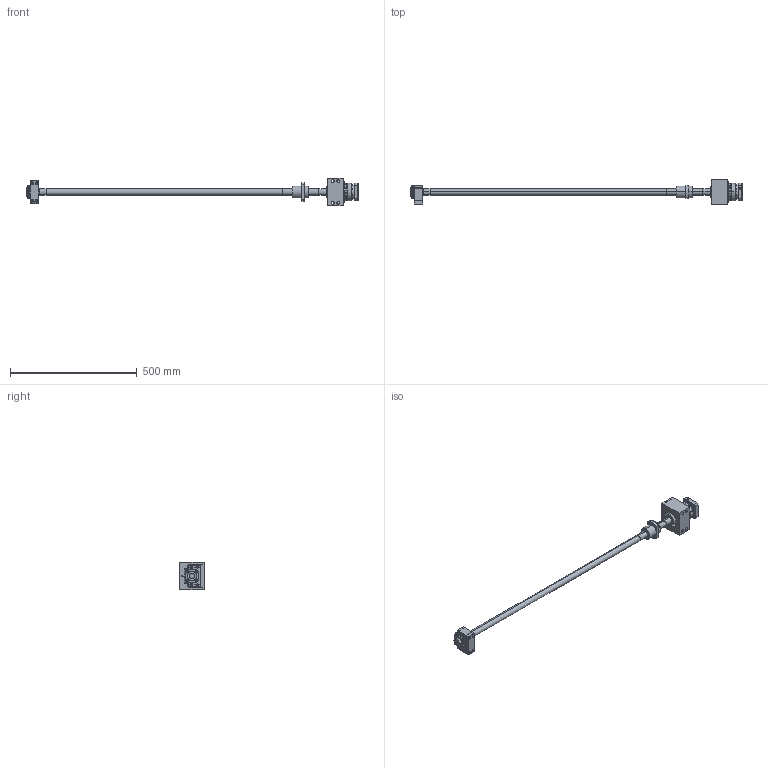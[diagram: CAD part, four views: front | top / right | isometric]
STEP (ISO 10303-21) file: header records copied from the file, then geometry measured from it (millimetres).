
FILE_DESCRIPTION (( 'STEP AP214' ), '1' );
FILE_NAME ('02THSC72525FX-1140-1000.STEP', '2023-05-11T13:32:51', ( '' ), ( '' ), 'SwSTEP 2.0', 'SolidWorks 2021', '' );
FILE_SCHEMA (( 'AUTOMOTIVE_DESIGN' ));
Length unit declared in the file: millimetre
Products named in the file (65): BK20組合_17; BK20組合_20; fann640Fk5nf_2; BK20組合_28; BK20組合_10; BK20組合_36; BK20組合_34; BK20組合_33; BK20組合_14; ad0641-p0403200801; AD064-1_2; BK20組合_5; fann640Fk5nf_3; COVER_SET1-AD-2_ASM; BK20組合_37; BK20組合_13; BK20組合_18; P0403200801; BK20組合_35; BK20組合_16; BK20組合_9; fann640Fk5nf_4; BK20組合_7; P1303200001_2; BK20組合_25; BK20組合_22; SFYA2525-3.6; BK20組合_2; BK20組合_27; FIXEDEND; 233100001; BK20組合_26; 02TH.7825S_1; 02THS.7731-45x18_1; P1303200001; fann640Fk5nf; BK20組合_32; 220110416; FLOATEND; BK20組合_30 ...
Assembly tree (77 placements, depth 5):
  Part18^02THSC72525FX-1140-1000
  02THSC72525FX-1140-1000
    FLOAT-PB-ADAPT
      02THS.7831A_DWG_1
      02THS.7731-45x18_1
    ad0641-p0403200801
      AD064-1
      AD064-1_2
      COVER_SET1-AD-2_ASM
        P1303200001
          P1303200001
          P1303200001_3
        P1303200001_2
        233100001  x8
        220110416  x8
      P0403200801
      P0403200801_2
    SPACER
      02TH.7825S_1
    BK20
      BK20組合_13
      BK20組合_12
      BK20組合_28
      BK20組合_32
      BK20組合_29
      BK20組合_9
      BK20組合_27
      BK20組合_33
      BK20組合
      BK20組合_14
      BK20組合_30
      BK20組合_19
      BK20組合_6
      BK20組合_8
      BK20組合_15
      BK20組合_16
      BK20組合_2
      BK20組合_31
      BK20組合_5
      BK20組合_11
      BK20組合_4
      BK20組合_18
      BK20組合_35
      BK20組合_17
      BK20組合_10
      BK20組合_25
      BK20組合_7
      BK20組合_21
      BK20組合_36
      BK20組合_24
      BK20組合_20
      BK20組合_26
      BK20組合_22
      BK20組合_3
      BK20組合_34
      BK20組合_23
      BK20組合_37
    FIXEDEND
    FLOATEND
    SFYA2525-3.6
Bounding box: 1310 x 96 x 108 mm (x, y, z)
Volume: 1618218.4 mm3; surface area: 358781.7 mm2
Topology: 67 solids, 93 shells, 1462 faces, 3553 edges, 2226 vertices
Faces by surface type: cylinder 655, plane 384, cone 232, torus 72, bspline 67, sphere 52
Entity records: 56815 total; most frequent: CARTESIAN_POINT 25581, DIRECTION 6206, ORIENTED_EDGE 5538, EDGE_CURVE 2821, AXIS2_PLACEMENT_3D 2605, VERTEX_POINT 1826, EDGE_LOOP 1487, CIRCLE 1374
